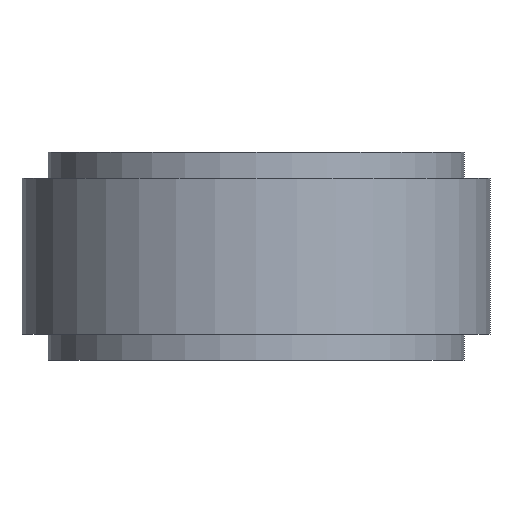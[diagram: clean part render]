
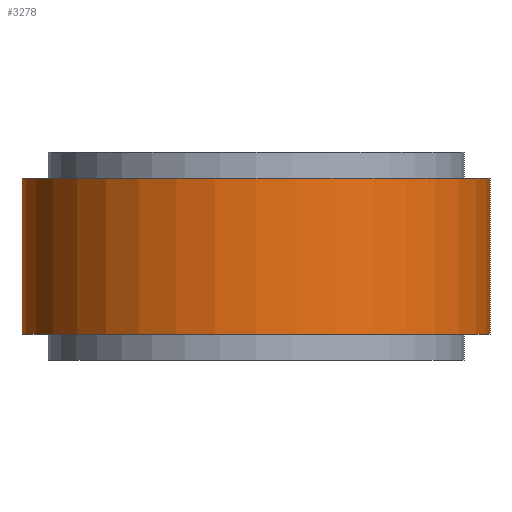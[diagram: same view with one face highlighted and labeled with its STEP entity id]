
A CAD part, front view. The second image highlights one B-rep face of the part: STEP entity #3278.
In plain terms, the highlighted cylindrical face has radius 22.5 mm (diameter 45 mm), a full revolution.
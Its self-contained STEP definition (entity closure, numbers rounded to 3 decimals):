
#3278 = ADVANCED_FACE('',(#3279),#3293,.T.);
#3279 = FACE_BOUND('',#3280,.F.);
#3280 = EDGE_LOOP('',(#3281,#3311,#3338,#3339));
#3281 = ORIENTED_EDGE('',*,*,#3282,.T.);
#3282 = EDGE_CURVE('',#3283,#3285,#3287,.T.);
#3283 = VERTEX_POINT('',#3284);
#3284 = CARTESIAN_POINT('',(22.5,0.,-7.5));
#3285 = VERTEX_POINT('',#3286);
#3286 = CARTESIAN_POINT('',(22.5,0.,7.5));
#3287 = SEAM_CURVE('',#3288,(#3292,#3304),.PCURVE_S1.);
#3288 = LINE('',#3289,#3290);
#3289 = CARTESIAN_POINT('',(22.5,0.,-7.5));
#3290 = VECTOR('',#3291,1.);
#3291 = DIRECTION('',(0.,0.,1.));
#3292 = PCURVE('',#3293,#3298);
#3293 = CYLINDRICAL_SURFACE('',#3294,22.5);
#3294 = AXIS2_PLACEMENT_3D('',#3295,#3296,#3297);
#3295 = CARTESIAN_POINT('',(0.,0.,-7.5));
#3296 = DIRECTION('',(-0.,-0.,-1.));
#3297 = DIRECTION('',(1.,0.,0.));
#3298 = DEFINITIONAL_REPRESENTATION('',(#3299),#3303);
#3299 = LINE('',#3300,#3301);
#3300 = CARTESIAN_POINT('',(-0.,0.));
#3301 = VECTOR('',#3302,1.);
#3302 = DIRECTION('',(-0.,-1.));
#3303 = ( GEOMETRIC_REPRESENTATION_CONTEXT(2) 
PARAMETRIC_REPRESENTATION_CONTEXT() REPRESENTATION_CONTEXT('2D SPACE',''
  ) );
#3304 = PCURVE('',#3293,#3305);
#3305 = DEFINITIONAL_REPRESENTATION('',(#3306),#3310);
#3306 = LINE('',#3307,#3308);
#3307 = CARTESIAN_POINT('',(-6.283,0.));
#3308 = VECTOR('',#3309,1.);
#3309 = DIRECTION('',(-0.,-1.));
#3310 = ( GEOMETRIC_REPRESENTATION_CONTEXT(2) 
PARAMETRIC_REPRESENTATION_CONTEXT() REPRESENTATION_CONTEXT('2D SPACE',''
  ) );
#3311 = ORIENTED_EDGE('',*,*,#3312,.T.);
#3312 = EDGE_CURVE('',#3285,#3285,#3313,.T.);
#3313 = SURFACE_CURVE('',#3314,(#3319,#3326),.PCURVE_S1.);
#3314 = CIRCLE('',#3315,22.5);
#3315 = AXIS2_PLACEMENT_3D('',#3316,#3317,#3318);
#3316 = CARTESIAN_POINT('',(0.,0.,7.5));
#3317 = DIRECTION('',(0.,0.,1.));
#3318 = DIRECTION('',(1.,0.,0.));
#3319 = PCURVE('',#3293,#3320);
#3320 = DEFINITIONAL_REPRESENTATION('',(#3321),#3325);
#3321 = LINE('',#3322,#3323);
#3322 = CARTESIAN_POINT('',(-0.,-15.));
#3323 = VECTOR('',#3324,1.);
#3324 = DIRECTION('',(-1.,0.));
#3325 = ( GEOMETRIC_REPRESENTATION_CONTEXT(2) 
PARAMETRIC_REPRESENTATION_CONTEXT() REPRESENTATION_CONTEXT('2D SPACE',''
  ) );
#3326 = PCURVE('',#3327,#3332);
#3327 = PLANE('',#3328);
#3328 = AXIS2_PLACEMENT_3D('',#3329,#3330,#3331);
#3329 = CARTESIAN_POINT('',(0.,0.,7.5)
  );
#3330 = DIRECTION('',(0.,0.,1.));
#3331 = DIRECTION('',(1.,0.,-0.));
#3332 = DEFINITIONAL_REPRESENTATION('',(#3333),#3337);
#3333 = CIRCLE('',#3334,22.5);
#3334 = AXIS2_PLACEMENT_2D('',#3335,#3336);
#3335 = CARTESIAN_POINT('',(0.,0.));
#3336 = DIRECTION('',(1.,0.));
#3337 = ( GEOMETRIC_REPRESENTATION_CONTEXT(2) 
PARAMETRIC_REPRESENTATION_CONTEXT() REPRESENTATION_CONTEXT('2D SPACE',''
  ) );
#3338 = ORIENTED_EDGE('',*,*,#3282,.F.);
#3339 = ORIENTED_EDGE('',*,*,#3340,.F.);
#3340 = EDGE_CURVE('',#3283,#3283,#3341,.T.);
#3341 = SURFACE_CURVE('',#3342,(#3347,#3354),.PCURVE_S1.);
#3342 = CIRCLE('',#3343,22.5);
#3343 = AXIS2_PLACEMENT_3D('',#3344,#3345,#3346);
#3344 = CARTESIAN_POINT('',(0.,0.,-7.5));
#3345 = DIRECTION('',(0.,0.,1.));
#3346 = DIRECTION('',(1.,0.,0.));
#3347 = PCURVE('',#3293,#3348);
#3348 = DEFINITIONAL_REPRESENTATION('',(#3349),#3353);
#3349 = LINE('',#3350,#3351);
#3350 = CARTESIAN_POINT('',(-0.,0.));
#3351 = VECTOR('',#3352,1.);
#3352 = DIRECTION('',(-1.,0.));
#3353 = ( GEOMETRIC_REPRESENTATION_CONTEXT(2) 
PARAMETRIC_REPRESENTATION_CONTEXT() REPRESENTATION_CONTEXT('2D SPACE',''
  ) );
#3354 = PCURVE('',#3355,#3360);
#3355 = PLANE('',#3356);
#3356 = AXIS2_PLACEMENT_3D('',#3357,#3358,#3359);
#3357 = CARTESIAN_POINT('',(0.,0.,-7.5)
  );
#3358 = DIRECTION('',(0.,0.,1.));
#3359 = DIRECTION('',(1.,0.,-0.));
#3360 = DEFINITIONAL_REPRESENTATION('',(#3361),#3365);
#3361 = CIRCLE('',#3362,22.5);
#3362 = AXIS2_PLACEMENT_2D('',#3363,#3364);
#3363 = CARTESIAN_POINT('',(0.,0.));
#3364 = DIRECTION('',(1.,0.));
#3365 = ( GEOMETRIC_REPRESENTATION_CONTEXT(2) 
PARAMETRIC_REPRESENTATION_CONTEXT() REPRESENTATION_CONTEXT('2D SPACE',''
  ) );
